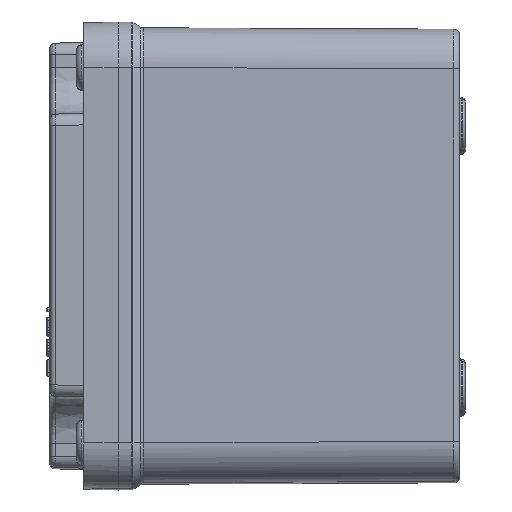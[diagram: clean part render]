
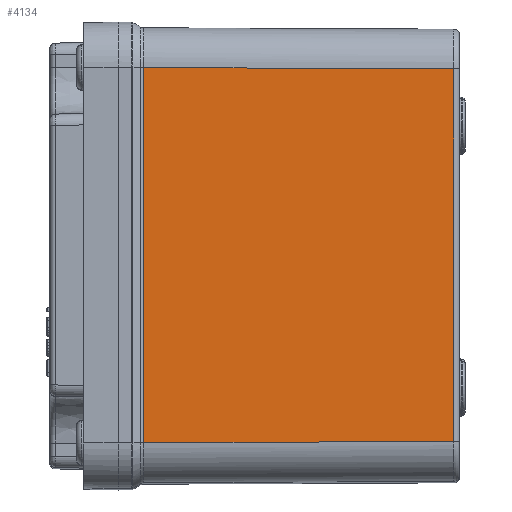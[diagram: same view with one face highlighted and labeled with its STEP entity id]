
A CAD part, top view. The second image highlights one B-rep face of the part: STEP entity #4134.
In plain terms, the highlighted face is planar.
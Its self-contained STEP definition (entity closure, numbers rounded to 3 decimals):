
#3349=FACE_OUTER_BOUND('',#5435,.T.);
#4134=ADVANCED_FACE('',(#3349),#4937,.T.);
#4937=PLANE('',#16138);
#5435=EDGE_LOOP('',(#8109,#8110,#8111,#8112));
#6359=LINE('',#22394,#7097);
#6360=LINE('',#22397,#7098);
#6361=LINE('',#22399,#7099);
#6362=LINE('',#22401,#7100);
#7097=VECTOR('',#17725,1.);
#7098=VECTOR('',#17726,1.);
#7099=VECTOR('',#17727,1.);
#7100=VECTOR('',#17728,1.);
#8109=ORIENTED_EDGE('',*,*,#12895,.T.);
#8110=ORIENTED_EDGE('',*,*,#12896,.T.);
#8111=ORIENTED_EDGE('',*,*,#12897,.T.);
#8112=ORIENTED_EDGE('',*,*,#12898,.T.);
#11696=VERTEX_POINT('',#22395);
#11697=VERTEX_POINT('',#22396);
#11698=VERTEX_POINT('',#22398);
#11699=VERTEX_POINT('',#22400);
#12895=EDGE_CURVE('',#11696,#11697,#6359,.T.);
#12896=EDGE_CURVE('',#11697,#11698,#6360,.T.);
#12897=EDGE_CURVE('',#11698,#11699,#6361,.T.);
#12898=EDGE_CURVE('',#11699,#11696,#6362,.T.);
#16138=AXIS2_PLACEMENT_3D('',#22402,#17729,#17730);
#17725=DIRECTION('',(0.004,0.004,1.));
#17726=DIRECTION('',(0.,-1.,0.));
#17727=DIRECTION('',(-0.004,0.004,-1.));
#17728=DIRECTION('',(0.,1.,0.));
#17729=DIRECTION('',(1.,0.,-0.004));
#17730=DIRECTION('',(-0.004,0.,-1.));
#22394=CARTESIAN_POINT('',(84.999,32.999,-0.144));
#22395=CARTESIAN_POINT('',(84.743,32.743,-59.004));
#22396=CARTESIAN_POINT('',(84.98,32.98,-4.511));
#22397=CARTESIAN_POINT('',(84.98,-33.,-4.511));
#22398=CARTESIAN_POINT('',(84.98,-32.98,-4.511));
#22399=CARTESIAN_POINT('',(84.999,-32.999,-0.144));
#22400=CARTESIAN_POINT('',(84.743,-32.743,-59.004));
#22401=CARTESIAN_POINT('',(84.743,32.738,-59.004));
#22402=CARTESIAN_POINT('',(85.,0.,0.));
